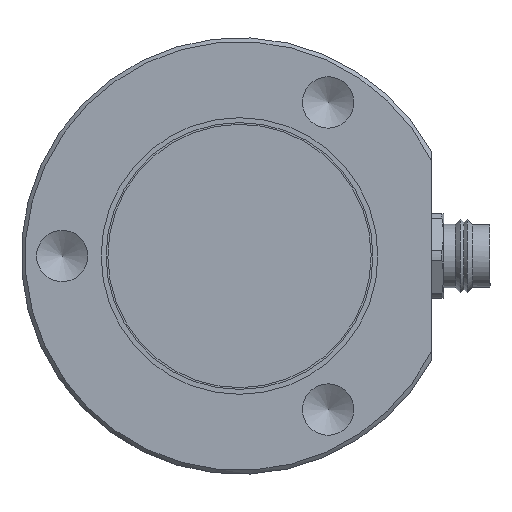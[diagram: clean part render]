
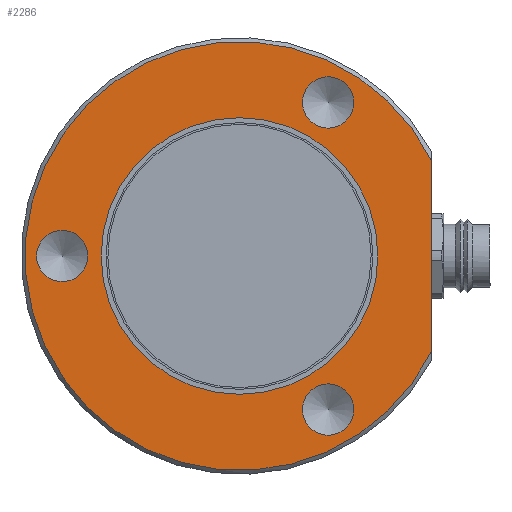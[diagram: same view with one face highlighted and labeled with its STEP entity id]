
A CAD part, front view. The second image highlights one B-rep face of the part: STEP entity #2286.
In plain terms, the highlighted planar face has unit normal (0, -1, 0).
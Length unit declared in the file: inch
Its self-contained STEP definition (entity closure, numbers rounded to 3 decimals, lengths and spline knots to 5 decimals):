
#74=LINE('',#3594,#104);
#104=VECTOR('',#2883,0.97699);
#186=FACE_BOUND('',#573,.T.);
#187=FACE_BOUND('',#574,.T.);
#188=FACE_BOUND('',#575,.T.);
#189=FACE_BOUND('',#576,.T.);
#386=FACE_OUTER_BOUND('',#572,.T.);
#572=EDGE_LOOP('',(#1557,#1558));
#573=EDGE_LOOP('',(#1559));
#574=EDGE_LOOP('',(#1560));
#575=EDGE_LOOP('',(#1561));
#576=EDGE_LOOP('',(#1562));
#847=CIRCLE('',#2453,0.7065);
#852=CIRCLE('',#2462,0.131);
#854=CIRCLE('',#2466,0.131);
#856=CIRCLE('',#2470,0.131);
#866=CIRCLE('',#2486,1.095);
#1045=VERTEX_POINT('',#3536);
#1050=VERTEX_POINT('',#3550);
#1052=VERTEX_POINT('',#3556);
#1054=VERTEX_POINT('',#3562);
#1066=VERTEX_POINT('',#3592);
#1067=VERTEX_POINT('',#3593);
#1263=EDGE_CURVE('',#1045,#1045,#847,.T.);
#1268=EDGE_CURVE('',#1050,#1050,#852,.T.);
#1270=EDGE_CURVE('',#1052,#1052,#854,.T.);
#1272=EDGE_CURVE('',#1054,#1054,#856,.T.);
#1284=EDGE_CURVE('',#1066,#1067,#74,.T.);
#1285=EDGE_CURVE('',#1066,#1067,#866,.T.);
#1557=ORIENTED_EDGE('',*,*,#1284,.T.);
#1558=ORIENTED_EDGE('',*,*,#1285,.F.);
#1559=ORIENTED_EDGE('',*,*,#1263,.T.);
#1560=ORIENTED_EDGE('',*,*,#1268,.T.);
#1561=ORIENTED_EDGE('',*,*,#1270,.T.);
#1562=ORIENTED_EDGE('',*,*,#1272,.T.);
#2052=PLANE('',#2485);
#2286=ADVANCED_FACE('',(#386,#186,#187,#188,#189),#2052,.T.);
#2453=AXIS2_PLACEMENT_3D('',#3537,#2815,#2816);
#2462=AXIS2_PLACEMENT_3D('',#3551,#2833,#2834);
#2466=AXIS2_PLACEMENT_3D('',#3557,#2841,#2842);
#2470=AXIS2_PLACEMENT_3D('',#3563,#2849,#2850);
#2485=AXIS2_PLACEMENT_3D('',#3591,#2881,#2882);
#2486=AXIS2_PLACEMENT_3D('',#3595,#2884,#2885);
#2815=DIRECTION('center_axis',(0.,1.,0.));
#2816=DIRECTION('ref_axis',(1.,0.,0.));
#2833=DIRECTION('center_axis',(0.,1.,0.));
#2834=DIRECTION('ref_axis',(1.,0.,0.));
#2841=DIRECTION('center_axis',(0.,1.,0.));
#2842=DIRECTION('ref_axis',(-0.5,0.,-0.866));
#2849=DIRECTION('center_axis',(0.,1.,0.));
#2850=DIRECTION('ref_axis',(-0.5,0.,0.866));
#2881=DIRECTION('center_axis',(0.,-1.,0.));
#2882=DIRECTION('ref_axis',(0.,0.,-1.));
#2883=DIRECTION('',(0.,0.,1.));
#2884=DIRECTION('center_axis',(0.,1.,0.));
#2885=DIRECTION('ref_axis',(-1.,0.,0.));
#3536=CARTESIAN_POINT('',(0.77718,-0.52089,-0.02532));
#3537=CARTESIAN_POINT('Origin',(0.07068,-0.52089,-0.02532));
#3550=CARTESIAN_POINT('',(-0.70384,-0.52089,-0.02532));
#3551=CARTESIAN_POINT('Origin',(-0.83484,-0.52089,-0.02532));
#3556=CARTESIAN_POINT('',(0.45793,-0.52089,0.64542));
#3557=CARTESIAN_POINT('Origin',(0.52343,-0.52089,0.75887));
#3562=CARTESIAN_POINT('',(0.45793,-0.52089,-0.69607));
#3563=CARTESIAN_POINT('Origin',(0.52343,-0.52089,-0.80952));
#3591=CARTESIAN_POINT('Origin',(0.98143,-0.52089,-0.02532));
#3592=CARTESIAN_POINT('',(1.05068,-0.52089,-0.51382));
#3593=CARTESIAN_POINT('',(1.05068,-0.52089,0.46317));
#3594=CARTESIAN_POINT('',(1.05068,-0.52089,0.46196));
#3595=CARTESIAN_POINT('Origin',(0.07068,-0.52089,-0.02532));
